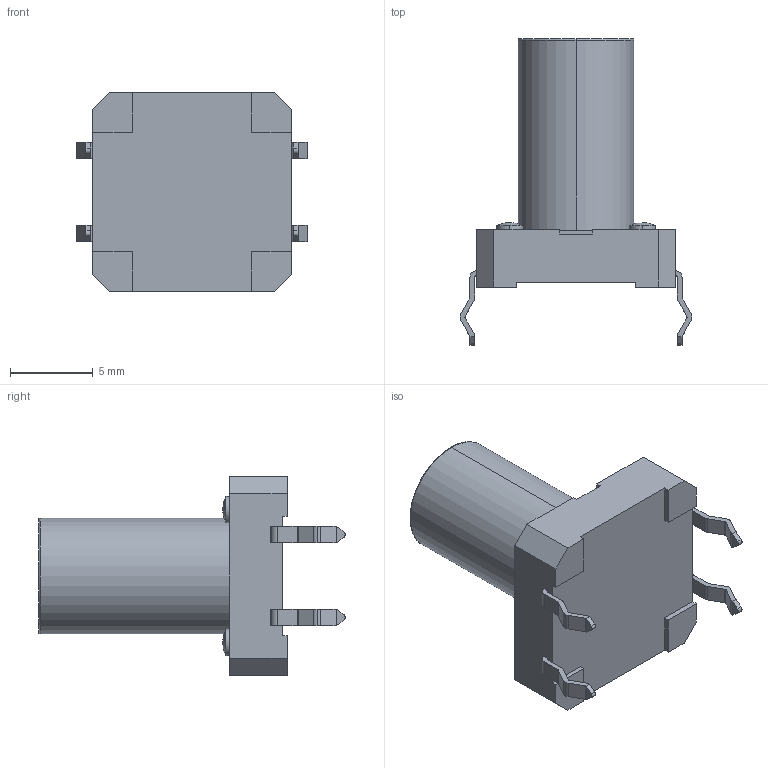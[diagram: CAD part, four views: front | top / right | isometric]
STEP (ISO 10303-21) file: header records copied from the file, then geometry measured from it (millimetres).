
FILE_DESCRIPTION (( 'STEP AP214' ), '1' );
FILE_NAME ('CUI_DEVICES_TS14-1212-150-BK-260-SCR-D.step', '2024-04-17T15:10:56', ( '' ), ( '' ), 'SwSTEP 2.0', 'SolidWorks 2024', '' );
FILE_SCHEMA (( 'AUTOMOTIVE_DESIGN' ));
Length unit declared in the file: inch
Products named in the file (1): CUI_DEVICES_TS14-1212-150-BK-260-SCR-D
Bounding box: 14 x 18.5 x 12 mm (x, y, z)
Volume: 900.4 mm3; surface area: 899.7 mm2
Topology: 6 solids, 6 shells, 175 faces, 468 edges, 306 vertices
Faces by surface type: plane 101, cylinder 68, sphere 4, torus 2
Entity records: 5468 total; most frequent: DIRECTION 948, CARTESIAN_POINT 930, ORIENTED_EDGE 912, EDGE_CURVE 456, LINE 316, VECTOR 316, AXIS2_PLACEMENT_3D 316, VERTEX_POINT 298
